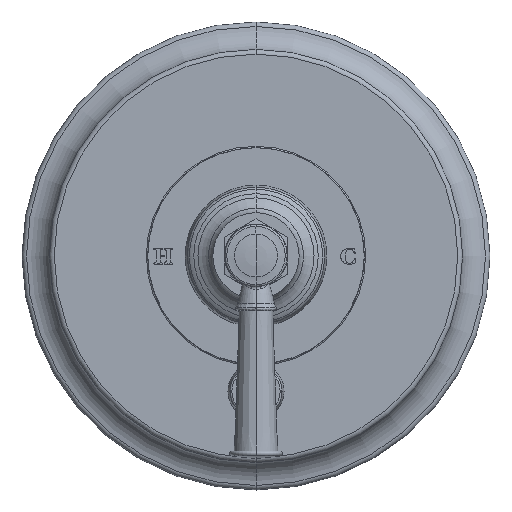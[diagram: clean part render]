
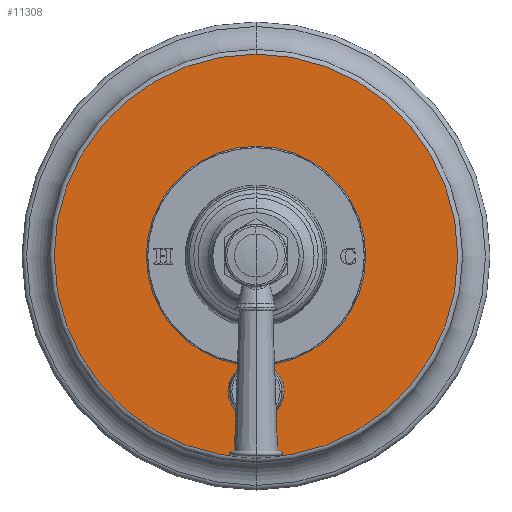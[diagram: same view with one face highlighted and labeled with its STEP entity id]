
A CAD part, top view. The second image highlights one B-rep face of the part: STEP entity #11308.
In plain terms, the highlighted planar face has unit normal (0, 0, 1).
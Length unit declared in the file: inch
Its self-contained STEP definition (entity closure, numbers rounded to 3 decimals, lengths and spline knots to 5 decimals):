
#80=CARTESIAN_POINT('',(0.,0.,0.625));
#81=DIRECTION('',(0.,0.,1.));
#82=DIRECTION('',(0.,1.,0.));
#83=AXIS2_PLACEMENT_3D('',#80,#81,#82);
#85=CARTESIAN_POINT('',(0.,0.,0.625));
#86=DIRECTION('',(0.,0.,-1.));
#87=DIRECTION('',(0.,1.,0.));
#88=AXIS2_PLACEMENT_3D('',#85,#86,#87);
#90=CARTESIAN_POINT('',(0.,-2.17,0.625));
#91=DIRECTION('',(0.,0.,1.));
#92=DIRECTION('',(-1.,0.,0.));
#93=AXIS2_PLACEMENT_3D('',#90,#91,#92);
#95=CARTESIAN_POINT('',(0.,-2.17,0.625));
#96=DIRECTION('',(0.,0.,1.));
#97=DIRECTION('',(1.,0.,0.));
#98=AXIS2_PLACEMENT_3D('',#95,#96,#97);
#100=CARTESIAN_POINT('',(0.,0.,0.625));
#101=DIRECTION('',(0.,0.,1.));
#102=DIRECTION('',(0.,-1.,0.));
#103=AXIS2_PLACEMENT_3D('',#100,#101,#102);
#115=CARTESIAN_POINT('',(0.,0.,0.625));
#116=DIRECTION('',(0.,0.,1.));
#117=DIRECTION('',(0.,1.,0.));
#118=AXIS2_PLACEMENT_3D('',#115,#116,#117);
#9995=CARTESIAN_POINT('',(0.,3.233,0.625));
#9996=VERTEX_POINT('',#9995);
#10003=CARTESIAN_POINT('',(0.,-3.233,0.625));
#10004=VERTEX_POINT('',#10003);
#10005=CARTESIAN_POINT('',(0.,-1.75698,0.625));
#10006=CARTESIAN_POINT('',(0.,1.75698,0.625));
#10007=VERTEX_POINT('',#10005);
#10008=VERTEX_POINT('',#10006);
#10347=CARTESIAN_POINT('',(-0.236,-2.17,0.625));
#10348=CARTESIAN_POINT('',(0.236,-2.17,0.625));
#10349=VERTEX_POINT('',#10347);
#10350=VERTEX_POINT('',#10348);
#11287=CARTESIAN_POINT('',(0.,0.,0.625));
#11288=DIRECTION('',(0.,0.,-1.));
#11289=DIRECTION('',(0.,-1.,0.));
#11290=AXIS2_PLACEMENT_3D('',#11287,#11288,#11289);
#11291=PLANE('',#11290);
#11292=ORIENTED_EDGE('',*,*,#11266,.F.);
#11293=ORIENTED_EDGE('',*,*,#11282,.T.);
#11294=EDGE_LOOP('',(#11292,#11293));
#11295=FACE_OUTER_BOUND('',#11294,.F.);
#11297=ORIENTED_EDGE('',*,*,#11296,.T.);
#11299=ORIENTED_EDGE('',*,*,#11298,.T.);
#11300=EDGE_LOOP('',(#11297,#11299));
#11301=FACE_BOUND('',#11300,.F.);
#11303=ORIENTED_EDGE('',*,*,#11302,.T.);
#11305=ORIENTED_EDGE('',*,*,#11304,.T.);
#11306=EDGE_LOOP('',(#11303,#11305));
#11307=FACE_BOUND('',#11306,.F.);
#11308=ADVANCED_FACE('',(#11295,#11301,#11307),#11291,.F.);
#84=CIRCLE('',#83,3.233);
#89=CIRCLE('',#88,3.233);
#94=CIRCLE('',#93,0.236);
#99=CIRCLE('',#98,0.236);
#104=CIRCLE('',#103,1.75698);
#119=CIRCLE('',#118,1.75698);
#11266=EDGE_CURVE('',#9996,#10004,#84,.T.);
#11282=EDGE_CURVE('',#9996,#10004,#89,.T.);
#11296=EDGE_CURVE('',#10007,#10008,#104,.T.);
#11298=EDGE_CURVE('',#10008,#10007,#119,.T.);
#11302=EDGE_CURVE('',#10349,#10350,#94,.T.);
#11304=EDGE_CURVE('',#10350,#10349,#99,.T.);
